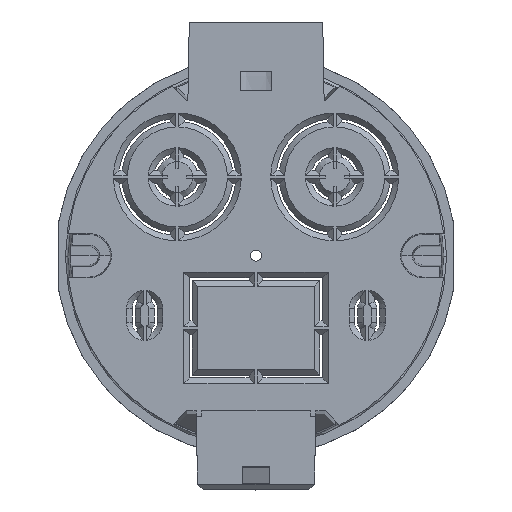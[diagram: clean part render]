
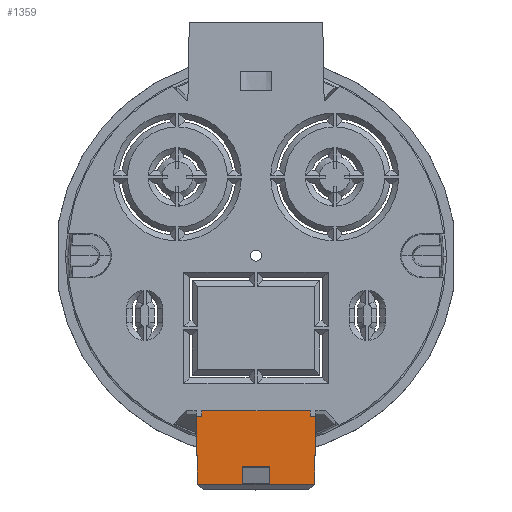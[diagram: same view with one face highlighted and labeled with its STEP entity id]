
A CAD part, top view. The second image highlights one B-rep face of the part: STEP entity #1359.
In plain terms, the highlighted planar face has unit normal (0, 0, 1).
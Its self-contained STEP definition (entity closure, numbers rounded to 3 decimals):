
#88 = VERTEX_POINT ( 'NONE', #25290 ) ;
#245 = CARTESIAN_POINT ( 'NONE',  ( -10.5, -41.1, 43.2 ) ) ;
#506 = CARTESIAN_POINT ( 'NONE',  ( -12.5, -27.921, 43.2 ) ) ;
#580 = EDGE_CURVE ( 'NONE', #15131, #11308, #22255, .T. ) ;
#820 = VERTEX_POINT ( 'NONE', #18689 ) ;
#1151 = EDGE_CURVE ( 'NONE', #88, #19981, #24581, .T. ) ;
#1359 = ADVANCED_FACE ( 'NONE', ( #24906, #25569 ), #24962, .F. ) ;
#1620 = VECTOR ( 'NONE', #18851, 1000. ) ;
#1807 = DIRECTION ( 'NONE',  ( 0.707, 0.707, 0. ) ) ;
#1880 = CARTESIAN_POINT ( 'NONE',  ( 10.73, -28.9, 43.2 ) ) ;
#1881 = DIRECTION ( 'NONE',  ( 0., 1., 0. ) ) ;
#2111 = LINE ( 'NONE', #16716, #12727 ) ;
#2330 = EDGE_CURVE ( 'NONE', #15131, #820, #13540, .T. ) ;
#2538 = CARTESIAN_POINT ( 'NONE',  ( -9.713, -27.921, 43.2 ) ) ;
#2829 = CARTESIAN_POINT ( 'NONE',  ( -2.5, -37.95, 43.2 ) ) ;
#2885 = ORIENTED_EDGE ( 'NONE', *, *, #5106, .F. ) ;
#3252 = EDGE_LOOP ( 'NONE', ( #7692, #11816, #20627, #6265, #6346, #14804, #12393, #5719, #11657, #3991 ) ) ;
#3306 = CARTESIAN_POINT ( 'NONE',  ( -10.518, -41.082, 43.2 ) ) ;
#3843 = VECTOR ( 'NONE', #20215, 1000. ) ;
#3872 = LINE ( 'NONE', #25141, #15138 ) ;
#3953 = LINE ( 'NONE', #10315, #20904 ) ;
#3991 = ORIENTED_EDGE ( 'NONE', *, *, #23064, .T. ) ;
#4292 = LINE ( 'NONE', #13748, #19908 ) ;
#4310 = VERTEX_POINT ( 'NONE', #24755 ) ;
#4877 = VERTEX_POINT ( 'NONE', #26216 ) ;
#4930 = LINE ( 'NONE', #27150, #26212 ) ;
#5106 = EDGE_CURVE ( 'NONE', #10695, #19981, #4930, .T. ) ;
#5136 = VERTEX_POINT ( 'NONE', #20940 ) ;
#5410 = VECTOR ( 'NONE', #24198, 1000. ) ;
#5719 = ORIENTED_EDGE ( 'NONE', *, *, #12298, .T. ) ;
#6204 = VERTEX_POINT ( 'NONE', #21043 ) ;
#6265 = ORIENTED_EDGE ( 'NONE', *, *, #580, .T. ) ;
#6346 = ORIENTED_EDGE ( 'NONE', *, *, #20716, .T. ) ;
#7134 = EDGE_CURVE ( 'NONE', #4310, #88, #20113, .T. ) ;
#7251 = ORIENTED_EDGE ( 'NONE', *, *, #7134, .T. ) ;
#7407 = AXIS2_PLACEMENT_3D ( 'NONE', #20657, #10144, #25055 ) ;
#7563 = VECTOR ( 'NONE', #22090, 1000. ) ;
#7692 = ORIENTED_EDGE ( 'NONE', *, *, #14497, .T. ) ;
#7815 = DIRECTION ( 'NONE',  ( 1., 0., 0. ) ) ;
#8781 = VERTEX_POINT ( 'NONE', #21318 ) ;
#9106 = CARTESIAN_POINT ( 'NONE',  ( -10.518, -41.082, 43.2 ) ) ;
#9261 = VECTOR ( 'NONE', #9307, 1000. ) ;
#9307 = DIRECTION ( 'NONE',  ( -1., 0., 0. ) ) ;
#9347 = CARTESIAN_POINT ( 'NONE',  ( -2.5, -41.05, 43.2 ) ) ;
#10144 = DIRECTION ( 'NONE',  ( 0., 0., -1. ) ) ;
#10315 = CARTESIAN_POINT ( 'NONE',  ( 10.518, -41.082, 43.2 ) ) ;
#10544 = CARTESIAN_POINT ( 'NONE',  ( 9.713, -27.9, 43.2 ) ) ;
#10695 = VERTEX_POINT ( 'NONE', #21611 ) ;
#11126 = VERTEX_POINT ( 'NONE', #3306 ) ;
#11308 = VERTEX_POINT ( 'NONE', #19450 ) ;
#11323 = VERTEX_POINT ( 'NONE', #2538 ) ;
#11518 = EDGE_CURVE ( 'NONE', #11323, #4877, #4292, .T. ) ;
#11657 = ORIENTED_EDGE ( 'NONE', *, *, #17655, .F. ) ;
#11719 = EDGE_CURVE ( 'NONE', #8781, #820, #3953, .T. ) ;
#11816 = ORIENTED_EDGE ( 'NONE', *, *, #11719, .T. ) ;
#12298 = EDGE_CURVE ( 'NONE', #4877, #6204, #20583, .T. ) ;
#12393 = ORIENTED_EDGE ( 'NONE', *, *, #11518, .T. ) ;
#12727 = VECTOR ( 'NONE', #1881, 1000. ) ;
#13048 = VECTOR ( 'NONE', #13203, 1000. ) ;
#13203 = DIRECTION ( 'NONE',  ( -1., 0., 0. ) ) ;
#13516 = VECTOR ( 'NONE', #23290, 1000. ) ;
#13540 = LINE ( 'NONE', #23027, #1620 ) ;
#13748 = CARTESIAN_POINT ( 'NONE',  ( -9.713, -27.9, 43.2 ) ) ;
#14497 = EDGE_CURVE ( 'NONE', #27304, #8781, #3872, .T. ) ;
#14804 = ORIENTED_EDGE ( 'NONE', *, *, #17526, .T. ) ;
#15131 = VERTEX_POINT ( 'NONE', #1880 ) ;
#15138 = VECTOR ( 'NONE', #7815, 1000. ) ;
#16708 = LINE ( 'NONE', #17763, #5410 ) ;
#16716 = CARTESIAN_POINT ( 'NONE',  ( 2.5, -41.05, 43.2 ) ) ;
#17083 = VECTOR ( 'NONE', #26232, 1000. ) ;
#17526 = EDGE_CURVE ( 'NONE', #5136, #11323, #18731, .T. ) ;
#17655 = EDGE_CURVE ( 'NONE', #11126, #6204, #16708, .T. ) ;
#17750 = LINE ( 'NONE', #9106, #17083 ) ;
#17763 = CARTESIAN_POINT ( 'NONE',  ( -10.5, -42.1, 43.2 ) ) ;
#17948 = DIRECTION ( 'NONE',  ( -0.017, -1., 0. ) ) ;
#18083 = CARTESIAN_POINT ( 'NONE',  ( 2.5, -41.05, 43.2 ) ) ;
#18689 = CARTESIAN_POINT ( 'NONE',  ( 10.518, -41.082, 43.2 ) ) ;
#18731 = LINE ( 'NONE', #506, #13048 ) ;
#18851 = DIRECTION ( 'NONE',  ( -0.017, -1., 0. ) ) ;
#18940 = VECTOR ( 'NONE', #24680, 1000. ) ;
#19348 = ORIENTED_EDGE ( 'NONE', *, *, #1151, .T. ) ;
#19450 = CARTESIAN_POINT ( 'NONE',  ( 9.73, -28.9, 43.2 ) ) ;
#19908 = VECTOR ( 'NONE', #17948, 1000. ) ;
#19981 = VERTEX_POINT ( 'NONE', #2829 ) ;
#20113 = LINE ( 'NONE', #18083, #3843 ) ;
#20215 = DIRECTION ( 'NONE',  ( -1., 0., 0. ) ) ;
#20272 = CARTESIAN_POINT ( 'NONE',  ( 10.73, -28.9, 43.2 ) ) ;
#20583 = LINE ( 'NONE', #22058, #9261 ) ;
#20627 = ORIENTED_EDGE ( 'NONE', *, *, #2330, .F. ) ;
#20657 = CARTESIAN_POINT ( 'NONE',  ( 10.5, -42.1, 43.2 ) ) ;
#20716 = EDGE_CURVE ( 'NONE', #11308, #5136, #24876, .T. ) ;
#20904 = VECTOR ( 'NONE', #1807, 1000. ) ;
#20940 = CARTESIAN_POINT ( 'NONE',  ( 9.713, -27.921, 43.2 ) ) ;
#21043 = CARTESIAN_POINT ( 'NONE',  ( -10.73, -28.9, 43.2 ) ) ;
#21318 = CARTESIAN_POINT ( 'NONE',  ( 10.5, -41.1, 43.2 ) ) ;
#21561 = EDGE_LOOP ( 'NONE', ( #2885, #23614, #7251, #19348 ) ) ;
#21611 = CARTESIAN_POINT ( 'NONE',  ( 2.5, -37.95, 43.2 ) ) ;
#22058 = CARTESIAN_POINT ( 'NONE',  ( -10.73, -28.9, 43.2 ) ) ;
#22090 = DIRECTION ( 'NONE',  ( 0., 1., 0. ) ) ;
#22255 = LINE ( 'NONE', #20272, #18940 ) ;
#22895 = DIRECTION ( 'NONE',  ( -1., 0., 0. ) ) ;
#23027 = CARTESIAN_POINT ( 'NONE',  ( 10.758, -27.343, 43.2 ) ) ;
#23064 = EDGE_CURVE ( 'NONE', #11126, #27304, #17750, .T. ) ;
#23290 = DIRECTION ( 'NONE',  ( -0.017, 1., 0. ) ) ;
#23614 = ORIENTED_EDGE ( 'NONE', *, *, #25139, .F. ) ;
#24198 = DIRECTION ( 'NONE',  ( -0.017, 1., 0. ) ) ;
#24581 = LINE ( 'NONE', #9347, #7563 ) ;
#24680 = DIRECTION ( 'NONE',  ( -1., 0., 0. ) ) ;
#24755 = CARTESIAN_POINT ( 'NONE',  ( 2.5, -41.05, 43.2 ) ) ;
#24876 = LINE ( 'NONE', #10544, #13516 ) ;
#24906 = FACE_OUTER_BOUND ( 'NONE', #3252, .T. ) ;
#24962 = PLANE ( 'NONE',  #7407 ) ;
#25055 = DIRECTION ( 'NONE',  ( -1., 0., 0. ) ) ;
#25139 = EDGE_CURVE ( 'NONE', #4310, #10695, #2111, .T. ) ;
#25141 = CARTESIAN_POINT ( 'NONE',  ( 10.5, -41.1, 43.2 ) ) ;
#25290 = CARTESIAN_POINT ( 'NONE',  ( -2.5, -41.05, 43.2 ) ) ;
#25569 = FACE_BOUND ( 'NONE', #21561, .T. ) ;
#26212 = VECTOR ( 'NONE', #22895, 1000. ) ;
#26216 = CARTESIAN_POINT ( 'NONE',  ( -9.73, -28.9, 43.2 ) ) ;
#26232 = DIRECTION ( 'NONE',  ( 0.707, -0.707, 0. ) ) ;
#27150 = CARTESIAN_POINT ( 'NONE',  ( 2.5, -37.95, 43.2 ) ) ;
#27304 = VERTEX_POINT ( 'NONE', #245 ) ;
